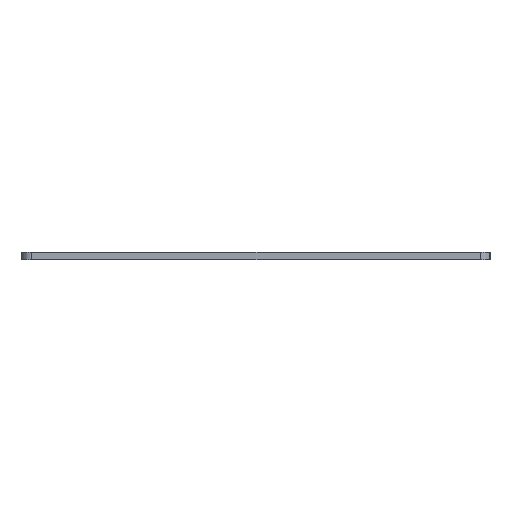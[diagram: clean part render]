
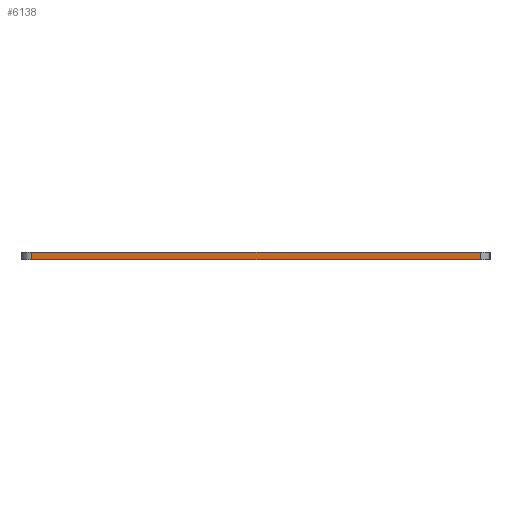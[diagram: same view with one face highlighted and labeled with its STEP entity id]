
A CAD part, left-side view. The second image highlights one B-rep face of the part: STEP entity #6138.
In plain terms, the highlighted planar face has unit normal (-1, 0, 0).
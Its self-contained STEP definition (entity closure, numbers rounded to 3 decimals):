
#157=PLANE('',#6448);
#448=FACE_OUTER_BOUND('',#742,.T.);
#742=EDGE_LOOP('',(#4385,#4386,#4387,#4388));
#1178=LINE('',#8230,#2046);
#1179=LINE('',#8233,#2047);
#1180=LINE('',#8235,#2048);
#1181=LINE('',#8236,#2049);
#2046=VECTOR('',#6756,10.);
#2047=VECTOR('',#6759,10.);
#2048=VECTOR('',#6760,10.);
#2049=VECTOR('',#6761,10.);
#2921=VERTEX_POINT('',#8223);
#2924=VERTEX_POINT('',#8228);
#2925=VERTEX_POINT('',#8232);
#2926=VERTEX_POINT('',#8234);
#3508=EDGE_CURVE('',#2924,#2921,#1178,.T.);
#3509=EDGE_CURVE('',#2925,#2924,#1179,.T.);
#3510=EDGE_CURVE('',#2926,#2925,#1180,.T.);
#3511=EDGE_CURVE('',#2921,#2926,#1181,.T.);
#4385=ORIENTED_EDGE('',*,*,#3508,.F.);
#4386=ORIENTED_EDGE('',*,*,#3509,.F.);
#4387=ORIENTED_EDGE('',*,*,#3510,.F.);
#4388=ORIENTED_EDGE('',*,*,#3511,.F.);
#6138=ADVANCED_FACE('',(#448),#157,.T.);
#6448=AXIS2_PLACEMENT_3D('',#8231,#6757,#6758);
#6756=DIRECTION('',(0.,0.,1.));
#6757=DIRECTION('center_axis',(-1.,0.,0.));
#6758=DIRECTION('ref_axis',(0.,-1.,0.));
#6759=DIRECTION('',(0.,1.,0.));
#6760=DIRECTION('',(0.,0.,-1.));
#6761=DIRECTION('',(0.,-1.,0.));
#8223=CARTESIAN_POINT('',(0.951,95.827,1.5));
#8228=CARTESIAN_POINT('',(0.951,95.827,0.));
#8230=CARTESIAN_POINT('',(0.951,95.827,0.));
#8231=CARTESIAN_POINT('Origin',(0.951,97.827,0.));
#8232=CARTESIAN_POINT('',(0.951,4.577,0.));
#8233=CARTESIAN_POINT('',(0.951,2.577,0.));
#8234=CARTESIAN_POINT('',(0.951,4.577,1.5));
#8235=CARTESIAN_POINT('',(0.951,4.577,0.));
#8236=CARTESIAN_POINT('',(0.951,2.577,1.5));
